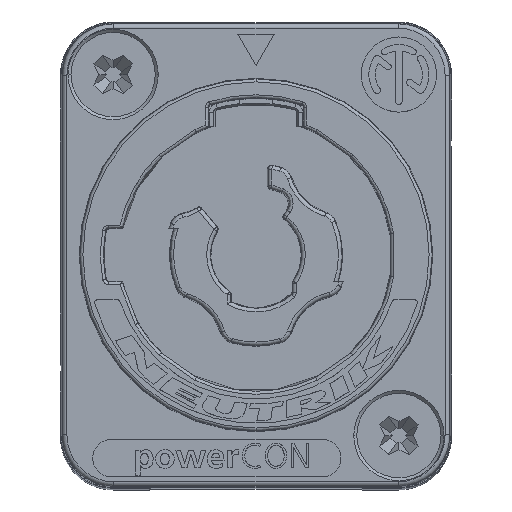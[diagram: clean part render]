
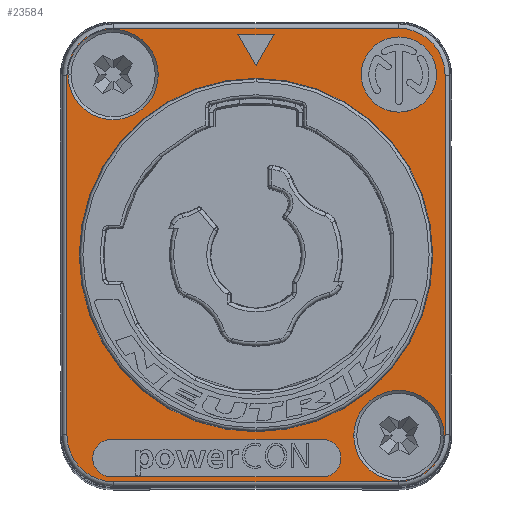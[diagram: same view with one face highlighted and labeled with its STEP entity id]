
A CAD part, top view. The second image highlights one B-rep face of the part: STEP entity #23584.
In plain terms, the highlighted planar face has unit normal (0, 0, 1).
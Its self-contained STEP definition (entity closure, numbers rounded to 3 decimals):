
#4262=CARTESIAN_POINT('',(9.5,12.,37.));
#4263=DIRECTION('',(0.,0.,1.));
#4264=DIRECTION('',(1.,0.,0.));
#4265=AXIS2_PLACEMENT_3D('',#4262,#4263,#4264);
#4267=CARTESIAN_POINT('',(9.5,12.,37.));
#4268=DIRECTION('',(0.,0.,1.));
#4269=DIRECTION('',(-1.,0.,0.));
#4270=AXIS2_PLACEMENT_3D('',#4267,#4268,#4269);
#4272=CARTESIAN_POINT('',(-9.6,-13.5,37.));
#4273=DIRECTION('',(0.,0.,1.));
#4274=DIRECTION('',(0.,1.,0.));
#4275=AXIS2_PLACEMENT_3D('',#4272,#4273,#4274);
#4277=DIRECTION('',(1.,0.,0.));
#4278=VECTOR('',#4277,14.);
#4279=CARTESIAN_POINT('',(-9.6,-14.75,37.));
#4280=LINE('',#4279,#4278);
#4281=CARTESIAN_POINT('',(4.4,-13.5,37.));
#4282=DIRECTION('',(0.,0.,1.));
#4283=DIRECTION('',(0.,-1.,0.));
#4284=AXIS2_PLACEMENT_3D('',#4281,#4282,#4283);
#4286=DIRECTION('',(-1.,0.,0.));
#4287=VECTOR('',#4286,14.);
#4288=CARTESIAN_POINT('',(4.4,-12.25,37.));
#4289=LINE('',#4288,#4287);
#4290=DIRECTION('',(0.5,-0.866,0.));
#4291=VECTOR('',#4290,2.4);
#4292=CARTESIAN_POINT('',(-1.2,14.65,37.));
#4293=LINE('',#4292,#4291);
#4294=DIRECTION('',(0.5,0.866,0.));
#4295=VECTOR('',#4294,2.4);
#4296=CARTESIAN_POINT('',(0.,12.572,37.));
#4297=LINE('',#4296,#4295);
#4298=DIRECTION('',(-1.,0.,0.));
#4299=VECTOR('',#4298,2.4);
#4300=CARTESIAN_POINT('',(1.2,14.65,37.));
#4301=LINE('',#4300,#4299);
#4302=CARTESIAN_POINT('',(-9.5,12.,37.));
#4303=DIRECTION('',(0.,0.,1.));
#4304=DIRECTION('',(-1.,0.,0.));
#4305=AXIS2_PLACEMENT_3D('',#4302,#4303,#4304);
#4307=CARTESIAN_POINT('',(-9.5,12.,37.));
#4308=DIRECTION('',(0.,0.,1.));
#4309=DIRECTION('',(1.,0.,0.));
#4310=AXIS2_PLACEMENT_3D('',#4307,#4308,#4309);
#4312=CARTESIAN_POINT('',(9.5,-12.,37.));
#4313=DIRECTION('',(0.,0.,1.));
#4314=DIRECTION('',(1.,0.,0.));
#4315=AXIS2_PLACEMENT_3D('',#4312,#4313,#4314);
#4317=CARTESIAN_POINT('',(9.5,-12.,37.));
#4318=DIRECTION('',(0.,0.,1.));
#4319=DIRECTION('',(-1.,0.,0.));
#4320=AXIS2_PLACEMENT_3D('',#4317,#4318,#4319);
#4322=CARTESIAN_POINT('',(-9.45,11.95,37.));
#4323=DIRECTION('',(0.,0.,1.));
#4324=DIRECTION('',(0.,1.,0.));
#4325=AXIS2_PLACEMENT_3D('',#4322,#4323,#4324);
#4327=DIRECTION('',(-1.,0.,0.));
#4328=VECTOR('',#4327,18.9);
#4329=CARTESIAN_POINT('',(9.45,15.077,37.));
#4330=LINE('',#4329,#4328);
#4331=CARTESIAN_POINT('',(9.45,11.95,37.));
#4332=DIRECTION('',(0.,0.,1.));
#4333=DIRECTION('',(1.,0.,0.));
#4334=AXIS2_PLACEMENT_3D('',#4331,#4332,#4333);
#4336=DIRECTION('',(0.,1.,0.));
#4337=VECTOR('',#4336,23.9);
#4338=CARTESIAN_POINT('',(12.577,-11.95,37.));
#4339=LINE('',#4338,#4337);
#4340=CARTESIAN_POINT('',(9.45,-11.95,37.));
#4341=DIRECTION('',(0.,0.,1.));
#4342=DIRECTION('',(0.,-1.,0.));
#4343=AXIS2_PLACEMENT_3D('',#4340,#4341,#4342);
#4345=DIRECTION('',(1.,0.,0.));
#4346=VECTOR('',#4345,18.9);
#4347=CARTESIAN_POINT('',(-9.45,-15.077,37.));
#4348=LINE('',#4347,#4346);
#4349=CARTESIAN_POINT('',(-9.45,-11.95,37.));
#4350=DIRECTION('',(0.,0.,1.));
#4351=DIRECTION('',(-1.,0.,0.));
#4352=AXIS2_PLACEMENT_3D('',#4349,#4350,#4351);
#4354=DIRECTION('',(0.,-1.,0.));
#4355=VECTOR('',#4354,23.9);
#4356=CARTESIAN_POINT('',(-12.577,11.95,37.));
#4357=LINE('',#4356,#4355);
#4363=CARTESIAN_POINT('',(0.,0.,37.));
#4364=DIRECTION('',(0.,0.,-1.));
#4365=DIRECTION('',(0.,1.,0.));
#4366=AXIS2_PLACEMENT_3D('',#4363,#4364,#4365);
#5714=CARTESIAN_POINT('',(0.,0.,37.));
#5715=DIRECTION('',(0.,0.,1.));
#5716=DIRECTION('',(0.,1.,0.));
#5717=AXIS2_PLACEMENT_3D('',#5714,#5715,#5716);
#15439=CARTESIAN_POINT('',(0.,11.75,37.));
#15440=CARTESIAN_POINT('',(0.,-11.75,37.));
#15441=VERTEX_POINT('',#15439);
#15442=VERTEX_POINT('',#15440);
#15461=CARTESIAN_POINT('',(12.,12.,37.));
#15462=CARTESIAN_POINT('',(7.,12.,37.));
#15463=VERTEX_POINT('',#15461);
#15464=VERTEX_POINT('',#15462);
#15465=CARTESIAN_POINT('',(-9.6,-12.25,37.));
#15466=CARTESIAN_POINT('',(-9.6,-14.75,37.));
#15467=VERTEX_POINT('',#15465);
#15468=VERTEX_POINT('',#15466);
#15469=CARTESIAN_POINT('',(4.4,-14.75,37.));
#15470=VERTEX_POINT('',#15469);
#15471=CARTESIAN_POINT('',(4.4,-12.25,37.));
#15472=VERTEX_POINT('',#15471);
#15473=CARTESIAN_POINT('',(-1.2,14.65,37.));
#15474=CARTESIAN_POINT('',(0.,12.572,37.));
#15475=VERTEX_POINT('',#15473);
#15476=VERTEX_POINT('',#15474);
#15477=CARTESIAN_POINT('',(1.2,14.65,37.));
#15478=VERTEX_POINT('',#15477);
#16284=CARTESIAN_POINT('',(-12.5,12.,37.));
#16285=CARTESIAN_POINT('',(-6.5,12.,37.));
#16286=VERTEX_POINT('',#16284);
#16287=VERTEX_POINT('',#16285);
#16292=CARTESIAN_POINT('',(12.5,-12.,37.));
#16293=CARTESIAN_POINT('',(6.5,-12.,37.));
#16294=VERTEX_POINT('',#16292);
#16295=VERTEX_POINT('',#16293);
#16296=CARTESIAN_POINT('',(-9.45,15.077,37.));
#16297=CARTESIAN_POINT('',(-12.577,11.95,37.));
#16298=VERTEX_POINT('',#16296);
#16299=VERTEX_POINT('',#16297);
#16304=CARTESIAN_POINT('',(-12.577,-11.95,37.));
#16305=VERTEX_POINT('',#16304);
#16308=CARTESIAN_POINT('',(-9.45,-15.077,37.));
#16309=VERTEX_POINT('',#16308);
#16312=CARTESIAN_POINT('',(9.45,-15.077,37.));
#16313=VERTEX_POINT('',#16312);
#16316=CARTESIAN_POINT('',(12.577,-11.95,37.));
#16317=VERTEX_POINT('',#16316);
#16320=CARTESIAN_POINT('',(12.577,11.95,37.));
#16321=VERTEX_POINT('',#16320);
#16324=CARTESIAN_POINT('',(9.45,15.077,37.));
#16325=VERTEX_POINT('',#16324);
#23520=CARTESIAN_POINT('',(0.,0.,37.));
#23521=DIRECTION('',(0.,0.,-1.));
#23522=DIRECTION('',(0.,-1.,0.));
#23523=AXIS2_PLACEMENT_3D('',#23520,#23521,#23522);
#23524=PLANE('',#23523);
#23526=ORIENTED_EDGE('',*,*,#23525,.F.);
#23528=ORIENTED_EDGE('',*,*,#23527,.F.);
#23530=ORIENTED_EDGE('',*,*,#23529,.F.);
#23532=ORIENTED_EDGE('',*,*,#23531,.F.);
#23534=ORIENTED_EDGE('',*,*,#23533,.F.);
#23536=ORIENTED_EDGE('',*,*,#23535,.F.);
#23537=ORIENTED_EDGE('',*,*,#23510,.F.);
#23539=ORIENTED_EDGE('',*,*,#23538,.F.);
#23540=EDGE_LOOP('',(#23526,#23528,#23530,#23532,#23534,#23536,#23537,#23539));
#23541=FACE_OUTER_BOUND('',#23540,.F.);
#23543=ORIENTED_EDGE('',*,*,#23542,.T.);
#23545=ORIENTED_EDGE('',*,*,#23544,.T.);
#23546=EDGE_LOOP('',(#23543,#23545));
#23547=FACE_BOUND('',#23546,.F.);
#23549=ORIENTED_EDGE('',*,*,#23548,.T.);
#23551=ORIENTED_EDGE('',*,*,#23550,.T.);
#23553=ORIENTED_EDGE('',*,*,#23552,.T.);
#23555=ORIENTED_EDGE('',*,*,#23554,.T.);
#23556=EDGE_LOOP('',(#23549,#23551,#23553,#23555));
#23557=FACE_BOUND('',#23556,.F.);
#23559=ORIENTED_EDGE('',*,*,#23558,.T.);
#23561=ORIENTED_EDGE('',*,*,#23560,.T.);
#23563=ORIENTED_EDGE('',*,*,#23562,.T.);
#23564=EDGE_LOOP('',(#23559,#23561,#23563));
#23565=FACE_BOUND('',#23564,.F.);
#23567=ORIENTED_EDGE('',*,*,#23566,.T.);
#23569=ORIENTED_EDGE('',*,*,#23568,.T.);
#23570=EDGE_LOOP('',(#23567,#23569));
#23571=FACE_BOUND('',#23570,.F.);
#23573=ORIENTED_EDGE('',*,*,#23572,.T.);
#23575=ORIENTED_EDGE('',*,*,#23574,.T.);
#23576=EDGE_LOOP('',(#23573,#23575));
#23577=FACE_BOUND('',#23576,.F.);
#23579=ORIENTED_EDGE('',*,*,#23578,.F.);
#23581=ORIENTED_EDGE('',*,*,#23580,.T.);
#23582=EDGE_LOOP('',(#23579,#23581));
#23583=FACE_BOUND('',#23582,.F.);
#23584=ADVANCED_FACE('',(#23541,#23547,#23557,#23565,#23571,#23577,#23583),
#23524,.F.);
#4266=CIRCLE('',#4265,2.5);
#4271=CIRCLE('',#4270,2.5);
#4276=CIRCLE('',#4275,1.25);
#4285=CIRCLE('',#4284,1.25);
#4306=CIRCLE('',#4305,3.);
#4311=CIRCLE('',#4310,3.);
#4316=CIRCLE('',#4315,3.);
#4321=CIRCLE('',#4320,3.);
#4326=CIRCLE('',#4325,3.127);
#4335=CIRCLE('',#4334,3.127);
#4344=CIRCLE('',#4343,3.127);
#4353=CIRCLE('',#4352,3.127);
#4367=CIRCLE('',#4366,11.75);
#5718=CIRCLE('',#5717,11.75);
#23510=EDGE_CURVE('',#16305,#16309,#4353,.T.);
#23525=EDGE_CURVE('',#16298,#16299,#4326,.T.);
#23527=EDGE_CURVE('',#16325,#16298,#4330,.T.);
#23529=EDGE_CURVE('',#16321,#16325,#4335,.T.);
#23531=EDGE_CURVE('',#16317,#16321,#4339,.T.);
#23533=EDGE_CURVE('',#16313,#16317,#4344,.T.);
#23535=EDGE_CURVE('',#16309,#16313,#4348,.T.);
#23538=EDGE_CURVE('',#16299,#16305,#4357,.T.);
#23542=EDGE_CURVE('',#15463,#15464,#4266,.T.);
#23544=EDGE_CURVE('',#15464,#15463,#4271,.T.);
#23548=EDGE_CURVE('',#15467,#15468,#4276,.T.);
#23550=EDGE_CURVE('',#15468,#15470,#4280,.T.);
#23552=EDGE_CURVE('',#15470,#15472,#4285,.T.);
#23554=EDGE_CURVE('',#15472,#15467,#4289,.T.);
#23558=EDGE_CURVE('',#15475,#15476,#4293,.T.);
#23560=EDGE_CURVE('',#15476,#15478,#4297,.T.);
#23562=EDGE_CURVE('',#15478,#15475,#4301,.T.);
#23566=EDGE_CURVE('',#16286,#16287,#4306,.T.);
#23568=EDGE_CURVE('',#16287,#16286,#4311,.T.);
#23572=EDGE_CURVE('',#16294,#16295,#4316,.T.);
#23574=EDGE_CURVE('',#16295,#16294,#4321,.T.);
#23578=EDGE_CURVE('',#15441,#15442,#4367,.T.);
#23580=EDGE_CURVE('',#15441,#15442,#5718,.T.);
